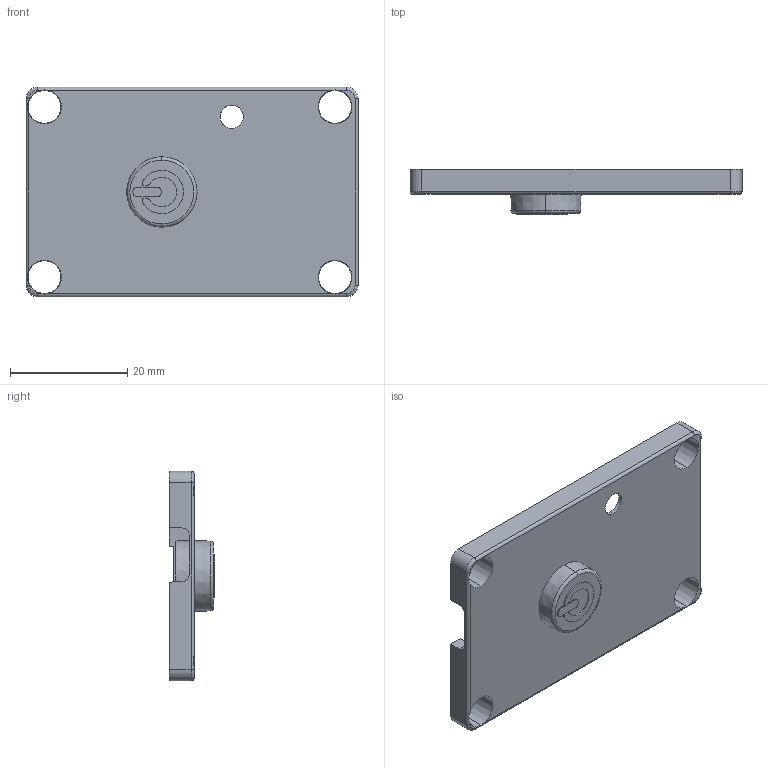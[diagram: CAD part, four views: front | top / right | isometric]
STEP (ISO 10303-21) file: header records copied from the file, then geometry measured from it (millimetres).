
FILE_DESCRIPTION (( 'STEP AP203' ), '1' );
FILE_NAME ('BUTTON MEMBRANE.STEP', '2023-04-12T21:10:34', ( '' ), ( '' ), 'SwSTEP 2.0', 'SolidWorks 2022', '' );
FILE_SCHEMA (( 'CONFIG_CONTROL_DESIGN' ));
Length unit declared in the file: millimetre
Products named in the file (1): BUTTON MEMBRANE
Bounding box: 56.56 x 7.7 x 35.7 mm (x, y, z)
Volume: 2821.4 mm3; surface area: 5535.7 mm2
Topology: 1 solids, 1 shells, 102 faces, 284 edges, 186 vertices
Faces by surface type: cone 44, plane 42, cylinder 10, torus 6
Entity records: 3425 total; most frequent: CARTESIAN_POINT 624, DIRECTION 594, ORIENTED_EDGE 568, EDGE_CURVE 284, AXIS2_PLACEMENT_3D 220, VERTEX_POINT 186, VECTOR 154, LINE 154
